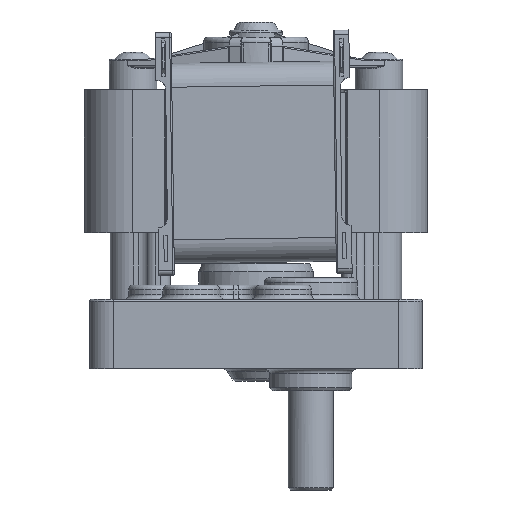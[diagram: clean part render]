
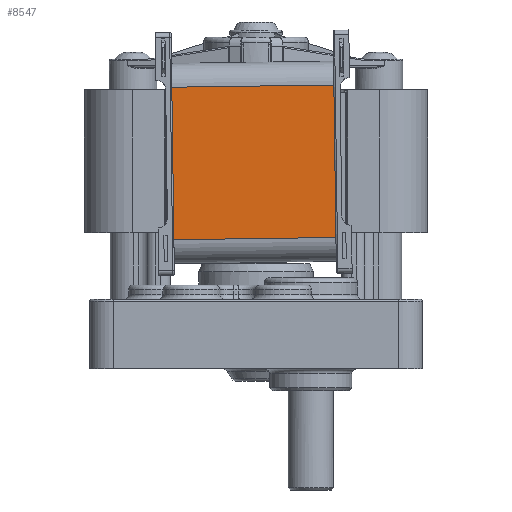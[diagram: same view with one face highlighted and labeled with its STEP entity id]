
A CAD part, front view. The second image highlights one B-rep face of the part: STEP entity #8547.
In plain terms, the highlighted planar face has unit normal (0, -1, 0).
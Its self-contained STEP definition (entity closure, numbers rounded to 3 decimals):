
#8299=CARTESIAN_POINT('',(-17.229,-24.031,25.521));
#8300=VERTEX_POINT('',#8299);
#8316=CARTESIAN_POINT('',(16.768,-24.031,25.982));
#8317=VERTEX_POINT('',#8316);
#8325=CARTESIAN_POINT('',(16.768,-24.031,25.982));
#8326=DIRECTION('',(-1.,0.,-0.014));
#8327=VECTOR('',#8326,34.0);
#8328=LINE('',#8325,#8327);
#8329=EDGE_CURVE('',#8317,#8300,#8328,.T.);
#8498=CARTESIAN_POINT('',(-17.664,-24.031,57.518));
#8499=VERTEX_POINT('',#8498);
#8507=CARTESIAN_POINT('',(16.333,-24.031,57.979));
#8508=VERTEX_POINT('',#8507);
#8509=CARTESIAN_POINT('',(16.333,-24.031,57.979));
#8510=DIRECTION('',(-1.,0.,-0.014));
#8511=VECTOR('',#8510,34.0);
#8512=LINE('',#8509,#8511);
#8513=EDGE_CURVE('',#8508,#8499,#8512,.T.);
#8526=CARTESIAN_POINT('',(16.333,-24.031,57.979));
#8527=DIRECTION('',(0.0,-1.0,0.0));
#8528=DIRECTION('',(-1.,0.0,-0.014));
#8529=AXIS2_PLACEMENT_3D('',#8526,#8527,#8528);
#8530=PLANE('',#8529);
#8531=CARTESIAN_POINT('',(-17.229,-24.031,25.521));
#8532=DIRECTION('',(-0.014,0.,1.));
#8533=VECTOR('',#8532,32.);
#8534=LINE('',#8531,#8533);
#8535=EDGE_CURVE('',#8300,#8499,#8534,.T.);
#8536=ORIENTED_EDGE('',*,*,#8535,.F.);
#8537=ORIENTED_EDGE('',*,*,#8329,.F.);
#8538=CARTESIAN_POINT('',(16.333,-24.031,57.979));
#8539=DIRECTION('',(0.014,0.,-1.));
#8540=VECTOR('',#8539,32.);
#8541=LINE('',#8538,#8540);
#8542=EDGE_CURVE('',#8508,#8317,#8541,.T.);
#8543=ORIENTED_EDGE('',*,*,#8542,.F.);
#8544=ORIENTED_EDGE('',*,*,#8513,.T.);
#8545=EDGE_LOOP('',(#8536,#8537,#8543,#8544));
#8546=FACE_OUTER_BOUND('',#8545,.T.);
#8547=ADVANCED_FACE('',(#8546),#8530,.T.);
